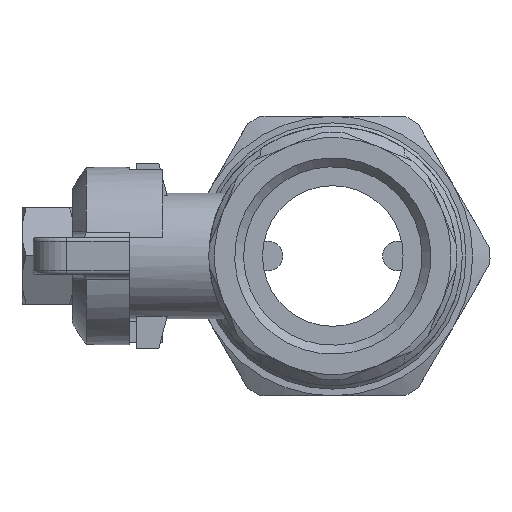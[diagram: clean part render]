
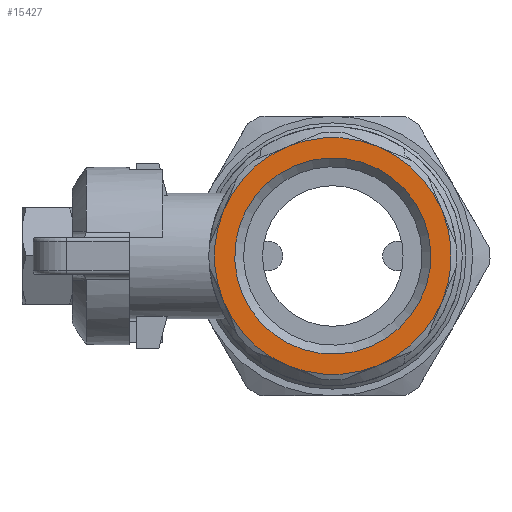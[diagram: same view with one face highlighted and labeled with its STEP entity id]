
A CAD part, left-side view. The second image highlights one B-rep face of the part: STEP entity #15427.
In plain terms, the highlighted planar face has unit normal (-1, 0, 0).
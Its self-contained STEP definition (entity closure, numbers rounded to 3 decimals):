
#3299=PLANE('',#22158);
#4089=CIRCLE('',#22112,16.);
#4103=CIRCLE('',#22140,16.);
#4104=CIRCLE('',#22142,16.);
#4105=CIRCLE('',#22144,16.);
#4106=CIRCLE('',#22146,16.);
#4107=CIRCLE('',#22148,16.);
#4108=CIRCLE('',#22150,16.);
#4109=CIRCLE('',#22152,16.);
#4112=CIRCLE('',#22159,13.259);
#4957=ORIENTED_EDGE('',*,*,#9444,.T.);
#4958=ORIENTED_EDGE('',*,*,#9384,.T.);
#4959=ORIENTED_EDGE('',*,*,#9428,.T.);
#4960=ORIENTED_EDGE('',*,*,#9432,.T.);
#4961=ORIENTED_EDGE('',*,*,#9435,.T.);
#4962=ORIENTED_EDGE('',*,*,#9437,.T.);
#4963=ORIENTED_EDGE('',*,*,#9440,.T.);
#4964=ORIENTED_EDGE('',*,*,#9442,.T.);
#4965=ORIENTED_EDGE('',*,*,#9452,.F.);
#9384=EDGE_CURVE('',#11699,#11697,#4089,.T.);
#9428=EDGE_CURVE('',#11697,#11728,#4103,.T.);
#9432=EDGE_CURVE('',#11728,#11729,#4104,.T.);
#9435=EDGE_CURVE('',#11729,#11730,#4105,.T.);
#9437=EDGE_CURVE('',#11730,#11731,#4106,.T.);
#9440=EDGE_CURVE('',#11731,#11732,#4107,.T.);
#9442=EDGE_CURVE('',#11732,#11723,#4108,.T.);
#9444=EDGE_CURVE('',#11723,#11699,#4109,.T.);
#9452=EDGE_CURVE('',#11736,#11736,#4112,.T.);
#11697=VERTEX_POINT('',#31755);
#11699=VERTEX_POINT('',#31758);
#11723=VERTEX_POINT('',#32140);
#11728=VERTEX_POINT('',#32252);
#11729=VERTEX_POINT('',#32330);
#11730=VERTEX_POINT('',#32383);
#11731=VERTEX_POINT('',#32411);
#11732=VERTEX_POINT('',#32464);
#11736=VERTEX_POINT('',#32607);
#13364=EDGE_LOOP('',(#4957,#4958,#4959,#4960,#4961,#4962,#4963,#4964));
#13365=EDGE_LOOP('',(#4965));
#14381=FACE_BOUND('',#13364,.T.);
#14382=FACE_BOUND('',#13365,.T.);
#15427=ADVANCED_FACE('',(#14381,#14382),#3299,.T.);
#22112=AXIS2_PLACEMENT_3D('',#31757,#24592,#24593);
#22140=AXIS2_PLACEMENT_3D('',#32253,#24661,#24662);
#22142=AXIS2_PLACEMENT_3D('',#32331,#24665,#24666);
#22144=AXIS2_PLACEMENT_3D('',#32384,#24669,#24670);
#22146=AXIS2_PLACEMENT_3D('',#32412,#24673,#24674);
#22148=AXIS2_PLACEMENT_3D('',#32465,#24677,#24678);
#22150=AXIS2_PLACEMENT_3D('',#32492,#24681,#24682);
#22152=AXIS2_PLACEMENT_3D('',#32519,#24685,#24686);
#22158=AXIS2_PLACEMENT_3D('',#32605,#24699,#24700);
#22159=AXIS2_PLACEMENT_3D('',#32606,#24701,#24702);
#24592=DIRECTION('',(-1.,0.,0.));
#24593=DIRECTION('',(0.,0.924,-0.383));
#24661=DIRECTION('',(-1.,0.,0.));
#24662=DIRECTION('',(0.,0.924,-0.383));
#24665=DIRECTION('',(-1.,0.,0.));
#24666=DIRECTION('',(0.,0.924,-0.383));
#24669=DIRECTION('',(-1.,0.,0.));
#24670=DIRECTION('',(0.,0.924,-0.383));
#24673=DIRECTION('',(-1.,0.,0.));
#24674=DIRECTION('',(0.,0.924,-0.383));
#24677=DIRECTION('',(-1.,0.,0.));
#24678=DIRECTION('',(0.,0.924,-0.383));
#24681=DIRECTION('',(-1.,0.,0.));
#24682=DIRECTION('',(0.,0.924,-0.383));
#24685=DIRECTION('',(-1.,0.,0.));
#24686=DIRECTION('',(0.,0.924,-0.383));
#24699=DIRECTION('',(-1.,0.,0.));
#24700=DIRECTION('',(0.,0.,1.));
#24701=DIRECTION('',(-1.,0.,0.));
#24702=DIRECTION('',(0.,0.924,-0.383));
#31755=CARTESIAN_POINT('',(-28.,6.123,-14.782));
#31757=CARTESIAN_POINT('',(-28.,0.,0.));
#31758=CARTESIAN_POINT('',(-28.,14.782,-6.123));
#32140=CARTESIAN_POINT('',(-28.,14.782,6.123));
#32252=CARTESIAN_POINT('',(-28.,-6.123,-14.782));
#32253=CARTESIAN_POINT('',(-28.,0.,0.));
#32330=CARTESIAN_POINT('',(-28.,-14.782,-6.123));
#32331=CARTESIAN_POINT('',(-28.,0.,0.));
#32383=CARTESIAN_POINT('',(-28.,-14.782,6.123));
#32384=CARTESIAN_POINT('',(-28.,0.,0.));
#32411=CARTESIAN_POINT('',(-28.,-6.123,14.782));
#32412=CARTESIAN_POINT('',(-28.,0.,0.));
#32464=CARTESIAN_POINT('',(-28.,6.123,14.782));
#32465=CARTESIAN_POINT('',(-28.,0.,0.));
#32492=CARTESIAN_POINT('',(-28.,0.,0.));
#32519=CARTESIAN_POINT('',(-28.,0.,0.));
#32605=CARTESIAN_POINT('',(-28.,7.737,-3.205));
#32606=CARTESIAN_POINT('',(-28.,0.,0.));
#32607=CARTESIAN_POINT('',(-28.,12.249,-5.074));
